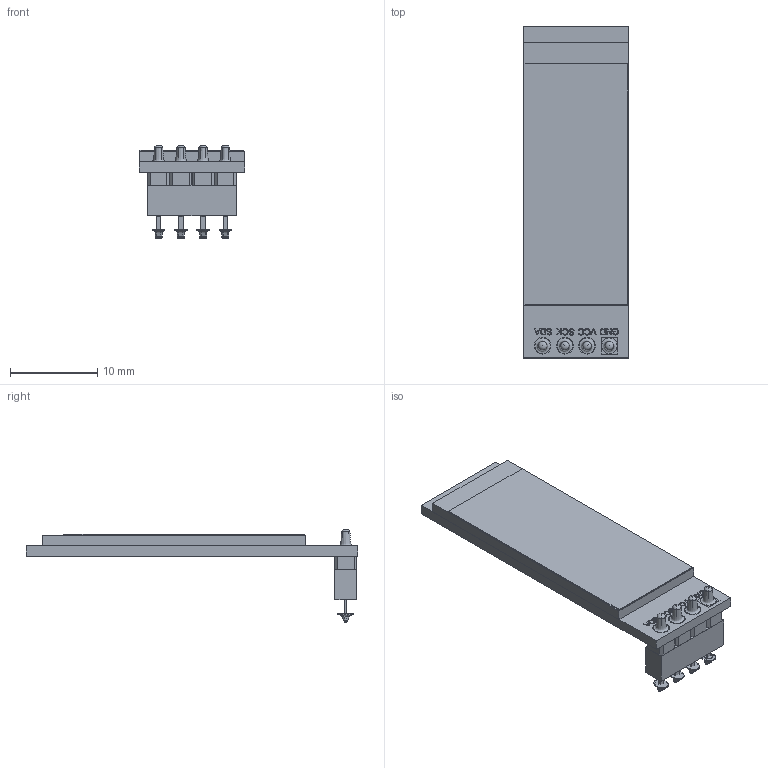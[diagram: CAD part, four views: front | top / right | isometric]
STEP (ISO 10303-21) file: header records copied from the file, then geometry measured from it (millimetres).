
FILE_DESCRIPTION(/* description */ (''),/* implementation_level */ '2;1');
FILE_NAME(/* name */ 'OLED Module with Pins Soldered.step',/* time_stamp */ '2020-09-08T15:44:36+09:00',/* author */ (''),/* organization */ (''),/* preprocessor_version */ 'ST-DEVELOPER v18.1',/* originating_system */ 'Autodesk Translation Framework v9.3.0.1241',/* authorisation */ '');
FILE_SCHEMA (('AUTOMOTIVE_DESIGN { 1 0 10303 214 3 1 1 }'));
Length unit declared in the file: millimetre
Products named in the file (4): OLED Module with Pins; Pin Socket 1x4; Pin Header 1.4; OLED Module
Assembly tree (3 placements, depth 2):
  OLED Module with Pins
    Pin Socket 1x4
    Pin Header 1.4
    OLED Module
Bounding box: 12.05 x 37.95 x 10.64 mm (x, y, z)
Volume: 1152.5 mm3; surface area: 3130.3 mm2
Topology: 38 solids, 38 shells, 892 faces, 2192 edges, 1344 vertices
Faces by surface type: bspline 453, plane 372, cylinder 51, sphere 16
Full cylindrical faces by diameter (mm): 0.64 x4, 0.9 x5, 1.781 x4, 1.9 x6
Entity records: 33451 total; most frequent: CARTESIAN_POINT 15378, ORIENTED_EDGE 4280, DIRECTION 2524, EDGE_CURVE 2140, VERTEX_POINT 1340, LINE 1076, VECTOR 1076, EDGE_LOOP 930
